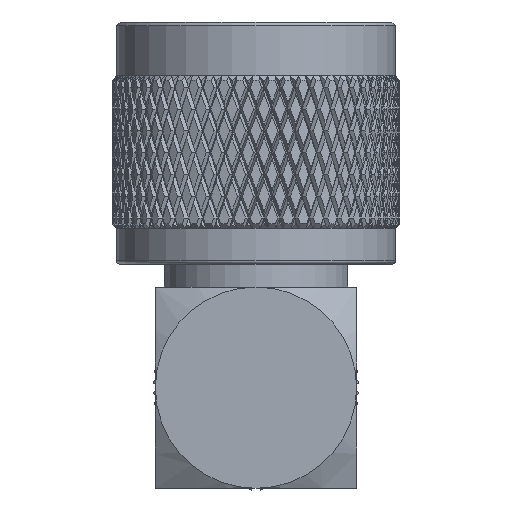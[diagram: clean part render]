
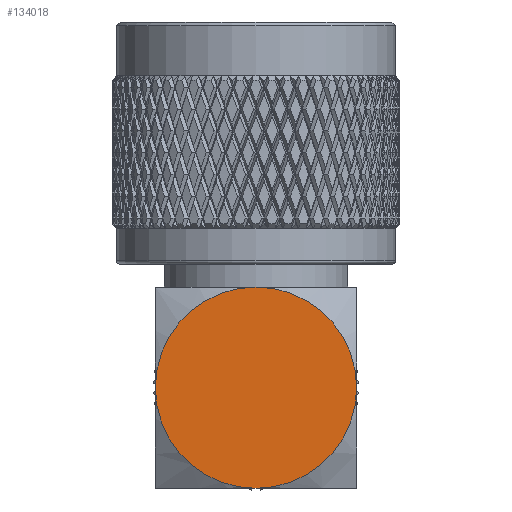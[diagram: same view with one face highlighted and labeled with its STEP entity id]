
A CAD part, left-side view. The second image highlights one B-rep face of the part: STEP entity #134018.
In plain terms, the highlighted face is planar.
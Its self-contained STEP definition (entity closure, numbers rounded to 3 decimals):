
#3949 = CARTESIAN_POINT ( 'NONE',  ( 9.842, -15.997, -7.112 ) ) ;
#5614 = CIRCLE ( 'NONE', #54338, 7.112 ) ;
#7227 = FACE_OUTER_BOUND ( 'NONE', #151534, .T. ) ;
#13497 = EDGE_CURVE ( 'NONE', #110593, #67192, #130554, .T. ) ;
#20257 = ORIENTED_EDGE ( 'NONE', *, *, #13497, .F. ) ;
#48416 = VERTEX_POINT ( 'NONE', #158656 ) ;
#51913 = CARTESIAN_POINT ( 'NONE',  ( 9.842, -23.109, -7.112 ) ) ;
#52390 = PLANE ( 'NONE',  #71891 ) ;
#54338 = AXIS2_PLACEMENT_3D ( 'NONE', #137630, #167420, #164593 ) ;
#58221 = AXIS2_PLACEMENT_3D ( 'NONE', #185728, #113633, #112697 ) ;
#62565 = DIRECTION ( 'NONE',  ( -1., 0., 0. ) ) ;
#66621 = AXIS2_PLACEMENT_3D ( 'NONE', #3949, #150012, #62565 ) ;
#67192 = VERTEX_POINT ( 'NONE', #51913 ) ;
#71891 = AXIS2_PLACEMENT_3D ( 'NONE', #110955, #169593, #184941 ) ;
#74533 = ORIENTED_EDGE ( 'NONE', *, *, #99097, .F. ) ;
#74731 = CARTESIAN_POINT ( 'NONE',  ( 2.73, -15.997, -7.112 ) ) ;
#78420 = AXIS2_PLACEMENT_3D ( 'NONE', #95279, #139475, #154856 ) ;
#87527 = CARTESIAN_POINT ( 'NONE',  ( 9.842, -8.885, -7.112 ) ) ;
#95279 = CARTESIAN_POINT ( 'NONE',  ( 9.842, -15.997, -7.112 ) ) ;
#99097 = EDGE_CURVE ( 'NONE', #67192, #48416, #5614, .T. ) ;
#101841 = VERTEX_POINT ( 'NONE', #87527 ) ;
#110593 = VERTEX_POINT ( 'NONE', #74731 ) ;
#110955 = CARTESIAN_POINT ( 'NONE',  ( 0., 0., -7.112 ) ) ;
#112697 = DIRECTION ( 'NONE',  ( 1., 0., 0. ) ) ;
#113633 = DIRECTION ( 'NONE',  ( 0., 0., 1. ) ) ;
#115270 = ORIENTED_EDGE ( 'NONE', *, *, #161195, .T. ) ;
#124862 = CIRCLE ( 'NONE', #66621, 7.112 ) ;
#130554 = CIRCLE ( 'NONE', #78420, 7.112 ) ;
#134018 = ADVANCED_FACE ( 'NONE', ( #7227 ), #52390, .F. ) ;
#137630 = CARTESIAN_POINT ( 'NONE',  ( 9.842, -15.997, -7.112 ) ) ;
#137789 = ORIENTED_EDGE ( 'NONE', *, *, #175167, .F. ) ;
#139475 = DIRECTION ( 'NONE',  ( 0., 0., 1. ) ) ;
#150012 = DIRECTION ( 'NONE',  ( 0., 0., -1. ) ) ;
#150256 = CIRCLE ( 'NONE', #58221, 7.112 ) ;
#151534 = EDGE_LOOP ( 'NONE', ( #137789, #74533, #20257, #115270 ) ) ;
#154856 = DIRECTION ( 'NONE',  ( 1., 0., 0. ) ) ;
#158656 = CARTESIAN_POINT ( 'NONE',  ( 16.954, -15.997, -7.112 ) ) ;
#161195 = EDGE_CURVE ( 'NONE', #110593, #101841, #124862, .T. ) ;
#164593 = DIRECTION ( 'NONE',  ( 1., 0., 0. ) ) ;
#167420 = DIRECTION ( 'NONE',  ( 0., 0., 1. ) ) ;
#169593 = DIRECTION ( 'NONE',  ( 0., 0., 1. ) ) ;
#175167 = EDGE_CURVE ( 'NONE', #48416, #101841, #150256, .T. ) ;
#184941 = DIRECTION ( 'NONE',  ( 1., 0., 0. ) ) ;
#185728 = CARTESIAN_POINT ( 'NONE',  ( 9.842, -15.997, -7.112 ) ) ;
